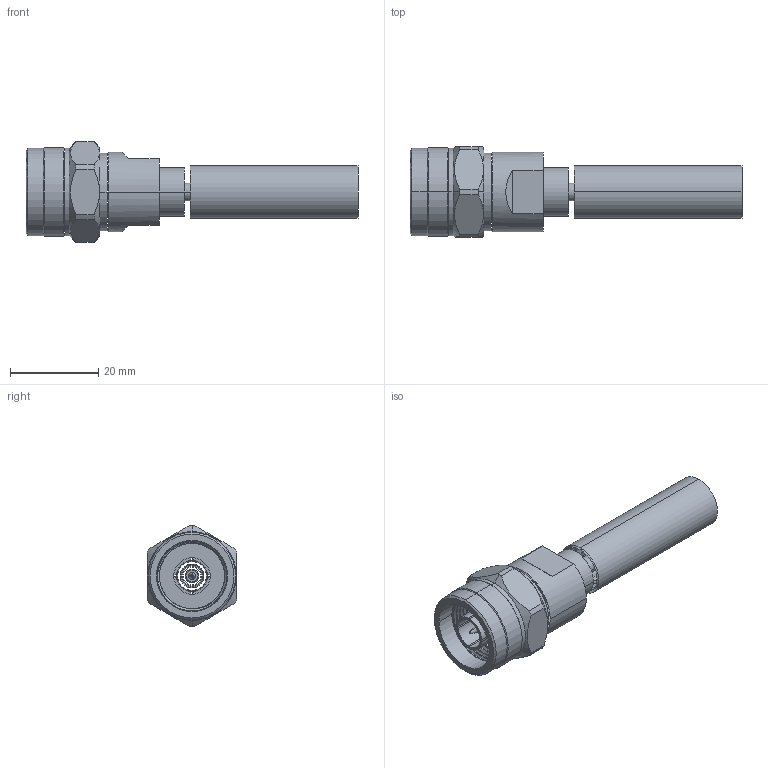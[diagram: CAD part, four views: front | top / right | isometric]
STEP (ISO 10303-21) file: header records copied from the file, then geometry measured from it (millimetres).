
FILE_DESCRIPTION((''),'2;1');
FILE_NAME('82-6556_SW0001','2013-05-22T',('Clement Lazar'),(''),'PRO/ENGINEER BY PARAMETRIC TECHNOLOGY CORPORATION, 2010100','PRO/ENGINEER BY PARAMETRIC TECHNOLOGY CORPORATION, 2010100','');
FILE_SCHEMA(('CONFIG_CONTROL_DESIGN'));
Length unit declared in the file: millimetre
Products named in the file (1): 82-6556_SW0001
Bounding box: 75.35 x 20.42 x 22.91 mm (x, y, z)
Surface area: 6946.5 mm2 (no closed solid volume)
Topology: 0 solids, 15 shells, 90 faces, 268 edges, 182 vertices
Faces by surface type: cylinder 46, plane 22, cone 19, bspline 3
Entity records: 5481 total; most frequent: CARTESIAN_POINT 3034, DIRECTION 541, ORIENTED_EDGE 438, EDGE_CURVE 268, AXIS2_PLACEMENT_3D 220, VERTEX_POINT 182, CIRCLE 133, VECTOR 101
